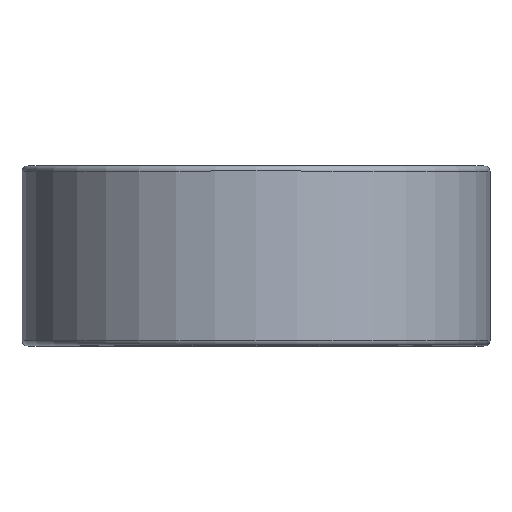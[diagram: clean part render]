
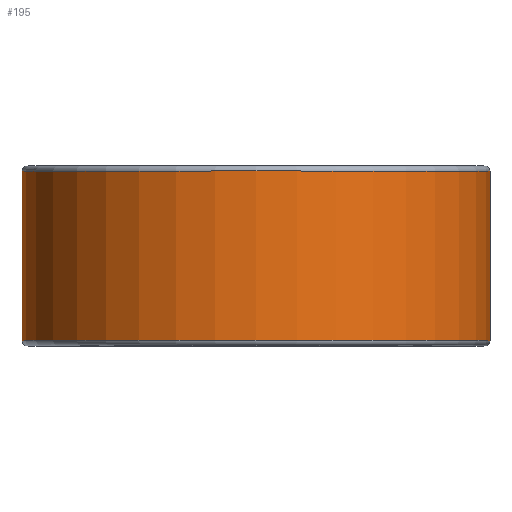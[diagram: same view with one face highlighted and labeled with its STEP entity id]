
A CAD part, top view. The second image highlights one B-rep face of the part: STEP entity #195.
In plain terms, the highlighted cylindrical face has radius 13 mm (diameter 26 mm), a full revolution.
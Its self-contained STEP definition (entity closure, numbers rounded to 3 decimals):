
#15=CYLINDRICAL_SURFACE('',#228,13.);
#36=FACE_BOUND('',#83,.T.);
#52=FACE_OUTER_BOUND('',#82,.T.);
#82=EDGE_LOOP('',(#162));
#83=EDGE_LOOP('',(#163));
#100=CIRCLE('',#227,13.);
#101=CIRCLE('',#229,13.);
#116=VERTEX_POINT('',#340);
#117=VERTEX_POINT('',#343);
#132=EDGE_CURVE('',#116,#116,#100,.T.);
#133=EDGE_CURVE('',#117,#117,#101,.T.);
#162=ORIENTED_EDGE('',*,*,#133,.F.);
#163=ORIENTED_EDGE('',*,*,#132,.F.);
#195=ADVANCED_FACE('',(#52,#36),#15,.T.);
#227=AXIS2_PLACEMENT_3D('',#341,#289,#290);
#228=AXIS2_PLACEMENT_3D('',#342,#291,#292);
#229=AXIS2_PLACEMENT_3D('',#344,#293,#294);
#289=DIRECTION('center_axis',(0.,-1.,0.));
#290=DIRECTION('ref_axis',(1.,0.,0.));
#291=DIRECTION('center_axis',(0.,-1.,0.));
#292=DIRECTION('ref_axis',(1.,0.,0.));
#293=DIRECTION('center_axis',(0.,1.,0.));
#294=DIRECTION('ref_axis',(1.,0.,0.));
#340=CARTESIAN_POINT('',(-13.,-9.7,0.));
#341=CARTESIAN_POINT('Origin',(0.,-9.7,0.));
#342=CARTESIAN_POINT('Origin',(0.,0.,0.));
#343=CARTESIAN_POINT('',(-13.,-0.3,0.));
#344=CARTESIAN_POINT('Origin',(0.,-0.3,0.));
